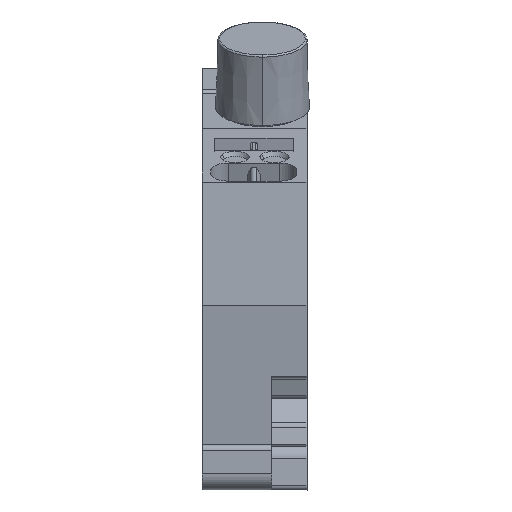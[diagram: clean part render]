
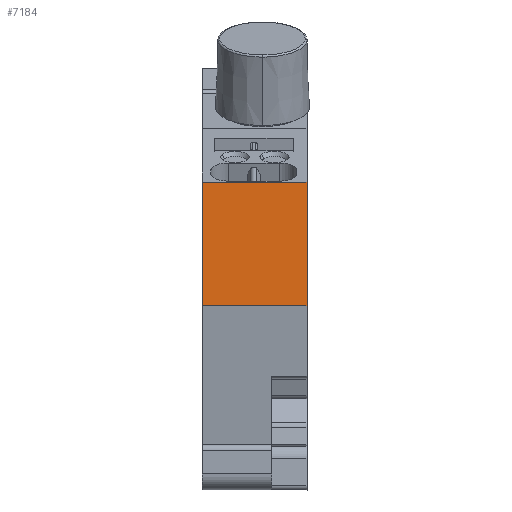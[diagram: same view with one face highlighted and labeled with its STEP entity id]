
A CAD part, front view. The second image highlights one B-rep face of the part: STEP entity #7184.
In plain terms, the highlighted planar face has unit normal (0, -1, 0).
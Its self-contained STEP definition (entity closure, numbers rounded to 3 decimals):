
#7157=AXIS2_PLACEMENT_3D('Plane Axis2P3D',#7154,#7155,#7156) ;
#5304=CARTESIAN_POINT('Vertex',(0.,0.,35.924)) ;
#5307=CARTESIAN_POINT('Line Origine',(6.1,0.,35.924)) ;
#5311=CARTESIAN_POINT('Vertex',(12.2,0.,35.924)) ;
#7154=CARTESIAN_POINT('Axis2P3D Location',(0.,0.,21.482)) ;
#7159=CARTESIAN_POINT('Line Origine',(6.1,0.,21.482)) ;
#7163=CARTESIAN_POINT('Vertex',(12.2,0.,21.482)) ;
#7165=CARTESIAN_POINT('Vertex',(0.,0.,21.482)) ;
#7168=CARTESIAN_POINT('Line Origine',(12.2,0.,28.703)) ;
#7173=CARTESIAN_POINT('Line Origine',(0.,0.,28.703)) ;
#5308=DIRECTION('Vector Direction',(-1.,0.,0.)) ;
#7155=DIRECTION('Axis2P3D Direction',(0.,-1.,0.)) ;
#7156=DIRECTION('Axis2P3D XDirection',(0.,0.,1.)) ;
#7160=DIRECTION('Vector Direction',(-1.,0.,0.)) ;
#7169=DIRECTION('Vector Direction',(0.,0.,1.)) ;
#7174=DIRECTION('Vector Direction',(0.,0.,1.)) ;
#5309=VECTOR('Line Direction',#5308,1.) ;
#7161=VECTOR('Line Direction',#7160,1.) ;
#7170=VECTOR('Line Direction',#7169,1.) ;
#7175=VECTOR('Line Direction',#7174,1.) ;
#7179=ORIENTED_EDGE('',*,*,#7167,.F.) ;
#7180=ORIENTED_EDGE('',*,*,#7172,.T.) ;
#7181=ORIENTED_EDGE('',*,*,#5313,.T.) ;
#7182=ORIENTED_EDGE('',*,*,#7177,.F.) ;
#7184=ADVANCED_FACE('KLTR_ZDU_6_2.1\\K\X2\00F6\X0\rper.2',(#7183),#7158,.T.) ;
#5313=EDGE_CURVE('',#5312,#5305,#5310,.T.) ;
#7167=EDGE_CURVE('',#7164,#7166,#7162,.T.) ;
#7172=EDGE_CURVE('',#7164,#5312,#7171,.T.) ;
#7177=EDGE_CURVE('',#7166,#5305,#7176,.T.) ;
#7178=EDGE_LOOP('',(#7179,#7180,#7181,#7182)) ;
#7183=FACE_OUTER_BOUND('',#7178,.T.) ;
#5310=LINE('Line',#5307,#5309) ;
#7162=LINE('Line',#7159,#7161) ;
#7171=LINE('Line',#7168,#7170) ;
#7176=LINE('Line',#7173,#7175) ;
#7158=PLANE('',#7157) ;
#5305=VERTEX_POINT('',#5304) ;
#5312=VERTEX_POINT('',#5311) ;
#7164=VERTEX_POINT('',#7163) ;
#7166=VERTEX_POINT('',#7165) ;
